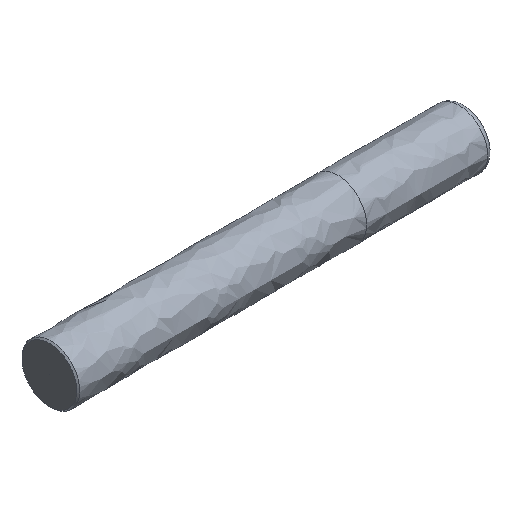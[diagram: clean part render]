
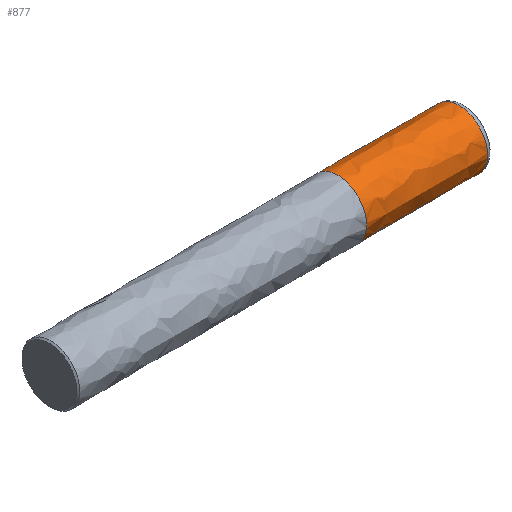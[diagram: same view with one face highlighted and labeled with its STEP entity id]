
A CAD part, isometric view. The second image highlights one B-rep face of the part: STEP entity #877.
In plain terms, the highlighted free-form (B-spline) face has degree [5, 3] with [6, 4] control points.
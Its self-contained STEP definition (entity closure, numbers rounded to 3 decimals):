
#100 = CARTESIAN_POINT ('', (-1., 5., 0.));
#101 = VERTEX_POINT ('', #100);
#112 = CARTESIAN_POINT ('', (-1., 5., 0.));
#113 = CARTESIAN_POINT ('', (-1., 5., -0.356));
#114 = CARTESIAN_POINT ('', (-1., 4.961, -0.72));
#115 = CARTESIAN_POINT ('', (-1., 4.885, -1.068));
#116 = CARTESIAN_POINT ('', (-1., 4.809, -1.416));
#117 = CARTESIAN_POINT ('', (-1., 4.692, -1.763));
#118 = CARTESIAN_POINT ('', (-1., 4.544, -2.086));
#119 = CARTESIAN_POINT ('', (-1., 4.395, -2.41));
#120 = CARTESIAN_POINT ('', (-1., 4.208, -2.724));
#121 = CARTESIAN_POINT ('', (-1., 3.993, -3.009));
#122 = CARTESIAN_POINT ('', (-1., 3.779, -3.293));
#123 = CARTESIAN_POINT ('', (-1., 3.529, -3.56));
#124 = CARTESIAN_POINT ('', (-1., 3.259, -3.792));
#125 = CARTESIAN_POINT ('', (-1., 2.989, -4.024));
#126 = CARTESIAN_POINT ('', (-1., 2.687, -4.232));
#127 = CARTESIAN_POINT ('', (-1., 2.374, -4.401));
#128 = CARTESIAN_POINT ('', (-1., 2.06, -4.57));
#129 = CARTESIAN_POINT ('', (-1., 1.721, -4.708));
#130 = CARTESIAN_POINT ('', (-1., 1.379, -4.806));
#131 = CARTESIAN_POINT ('', (-1., 1.037, -4.904));
#132 = CARTESIAN_POINT ('', (-1., 0.676, -4.967));
#133 = CARTESIAN_POINT ('', (-1., 0.321, -4.99));
#134 = CARTESIAN_POINT ('', (-1., -0.035, -5.013));
#135 = CARTESIAN_POINT ('', (-1., -0.401, -4.997));
#136 = CARTESIAN_POINT ('', (-1., -0.752, -4.943));
#137 = CARTESIAN_POINT ('', (-1., -1.104, -4.889));
#138 = CARTESIAN_POINT ('', (-1., -1.458, -4.796));
#139 = CARTESIAN_POINT ('', (-1., -1.791, -4.668));
#140 = CARTESIAN_POINT ('', (-1., -2.123, -4.541));
#141 = CARTESIAN_POINT ('', (-1., -2.449, -4.374));
#142 = CARTESIAN_POINT ('', (-1., -2.746, -4.178));
#143 = CARTESIAN_POINT ('', (-1., -3.044, -3.983));
#144 = CARTESIAN_POINT ('', (-1., -3.327, -3.75));
#145 = CARTESIAN_POINT ('', (-1., -3.575, -3.495));
#146 = CARTESIAN_POINT ('', (-1., -3.824, -3.241));
#147 = CARTESIAN_POINT ('', (-1., -4.051, -2.953));
#148 = CARTESIAN_POINT ('', (-1., -4.239, -2.651));
#149 = CARTESIAN_POINT ('', (-1., -4.428, -2.349));
#150 = CARTESIAN_POINT ('', (-1., -4.588, -2.019));
#151 = CARTESIAN_POINT ('', (-1., -4.708, -1.684));
#152 = CARTESIAN_POINT ('', (-1., -4.828, -1.349));
#153 = CARTESIAN_POINT ('', (-1., -4.913, -0.993));
#154 = CARTESIAN_POINT ('', (-1., -4.959, -0.64));
#155 = CARTESIAN_POINT ('', (-1., -5.004, -0.287));
#156 = CARTESIAN_POINT ('', (-1., -5.012, 0.079));
#157 = CARTESIAN_POINT ('', (-1., -4.981, 0.434));
#158 = CARTESIAN_POINT ('', (-1., -4.95, 0.789));
#159 = CARTESIAN_POINT ('', (-1., -4.879, 1.148));
#160 = CARTESIAN_POINT ('', (-1., -4.774, 1.488));
#161 = CARTESIAN_POINT ('', (-1., -4.668, 1.828));
#162 = CARTESIAN_POINT ('', (-1., -4.522, 2.164));
#163 = CARTESIAN_POINT ('', (-1., -4.346, 2.473));
#164 = CARTESIAN_POINT ('', (-1., -4.17, 2.782));
#165 = CARTESIAN_POINT ('', (-1., -3.955, 3.079));
#166 = CARTESIAN_POINT ('', (-1., -3.717, 3.344));
#167 = CARTESIAN_POINT ('', (-1., -3.479, 3.609));
#168 = CARTESIAN_POINT ('', (-1., -3.206, 3.853));
#169 = CARTESIAN_POINT ('', (-1., -2.917, 4.061));
#170 = CARTESIAN_POINT ('', (-1., -2.628, 4.268));
#171 = CARTESIAN_POINT ('', (-1., -2.309, 4.449));
#172 = CARTESIAN_POINT ('', (-1., -1.983, 4.59));
#173 = CARTESIAN_POINT ('', (-1., -1.656, 4.731));
#174 = CARTESIAN_POINT ('', (-1., -1.306, 4.84));
#175 = CARTESIAN_POINT ('', (-1., -0.957, 4.908));
#176 = CARTESIAN_POINT ('', (-1., -0.607, 4.976));
#177 = CARTESIAN_POINT ('', (-1., -0.242, 5.007));
#178 = CARTESIAN_POINT ('', (-1., 0.114, 4.999));
#179 = CARTESIAN_POINT ('', (-1., 0.469, 4.991));
#180 = CARTESIAN_POINT ('', (-1., 0.833, 4.943));
#181 = CARTESIAN_POINT ('', (-1., 1.179, 4.859));
#182 = CARTESIAN_POINT ('', (-1., 1.524, 4.775));
#183 = CARTESIAN_POINT ('', (-1., 1.869, 4.651));
#184 = CARTESIAN_POINT ('', (-1., 2.189, 4.495));
#185 = CARTESIAN_POINT ('', (-1., 2.509, 4.339));
#186 = CARTESIAN_POINT ('', (-1., 2.819, 4.145));
#187 = CARTESIAN_POINT ('', (-1., 3.099, 3.924));
#188 = CARTESIAN_POINT ('', (-1., 3.378, 3.703));
#189 = CARTESIAN_POINT ('', (-1., 3.639, 3.447));
#190 = CARTESIAN_POINT ('', (-1., 3.865, 3.172));
#191 = CARTESIAN_POINT ('', (-1., 4.091, 2.897));
#192 = CARTESIAN_POINT ('', (-1., 4.292, 2.59));
#193 = CARTESIAN_POINT ('', (-1., 4.453, 2.273));
#194 = CARTESIAN_POINT ('', (-1., 4.615, 1.956));
#195 = CARTESIAN_POINT ('', (-1., 4.746, 1.614));
#196 = CARTESIAN_POINT ('', (-1., 4.836, 1.269));
#197 = CARTESIAN_POINT ('', (-1., 4.881, 1.097));
#198 = CARTESIAN_POINT ('', (-1., 4.918, 0.919));
#199 = CARTESIAN_POINT ('', (-1., 4.945, 0.743));
#200 = CARTESIAN_POINT ('', (-1., 4.971, 0.567));
#201 = CARTESIAN_POINT ('', (-1., 4.988, 0.385));
#202 = CARTESIAN_POINT ('', (-1., 4.996, 0.207));
#203 = CARTESIAN_POINT ('', (-1., 4.999, 0.138));
#204 = CARTESIAN_POINT ('', (-1., 5., 0.069));
#205 = CARTESIAN_POINT ('', (-1., 5., 0.));
#206 = B_SPLINE_CURVE_WITH_KNOTS ('', 3, (#112, #113, #114, #115, #116, #117, #118, #119, #120, #121, #122, #123, #124, #125, #126, #127, #128, #129, #130, #131, #132, #133, #134, #135, #136, #137, #138, #139, #140, #141, #142, #143, #144, #145, #146, #147, #148, #149, #150, #151, #152, #153, #154, #155, #156, #157, #158, #159, #160, #161, #162, #163, #164, #165, #166, #167, #168, #169, #170, #171, #172, #173, #174, #175, #176, #177, #178, #179, #180, #181, #182, #183, #184, #185, #186, #187, #188, #189, #190, #191, #192, #193, #194, #195, #196, #197, #198, #199, #200, #201, #202, #203, #204, #205), .UNSPECIFIED., .T., .U., (4, 3, 3, 3, 3, 3, 3, 3, 3, 3, 3, 3, 3, 3, 3, 3, 3, 3, 3, 3, 3, 3, 3, 3, 3, 3, 3, 3, 3, 3, 3, 4), (0., 0.854, 1.709, 2.563, 3.417, 4.271, 5.126, 5.98, 6.834, 7.689, 8.543, 9.397, 10.252, 11.106, 11.96, 12.814, 13.669, 14.523, 15.377, 16.232, 17.086, 17.94, 18.795, 19.649, 20.503, 21.357, 22.212, 23.066, 23.92, 24.347, 24.775, 24.94), .UNSPECIFIED.);
#207 = EDGE_CURVE ('', #101, #101, #206, .T.);
#830 = ORIENTED_EDGE ('', *, *, #207, .T.);
#831 = CARTESIAN_POINT ('', (-22., 5., 0.));
#832 = VERTEX_POINT ('', #831);
#833 = CARTESIAN_POINT ('', (-22., 5., 0.));
#834 = CARTESIAN_POINT ('', (-15., 5., 0.));
#835 = CARTESIAN_POINT ('', (-8., 5., 0.));
#836 = CARTESIAN_POINT ('', (-1., 5., 0.));
#837 = B_SPLINE_CURVE_WITH_KNOTS ('', 3, (#833, #834, #835, #836), .UNSPECIFIED., .F., .U., (4, 4), (0., 0.955), .UNSPECIFIED.);
#838 = EDGE_CURVE ('', #832, #101, #837, .T.);
#839 = ORIENTED_EDGE ('', *, *, #838, .F.);
#840 = CARTESIAN_POINT ('', (-22., 5., 0.));
#841 = CARTESIAN_POINT ('', (-22., 5., -20.));
#842 = CARTESIAN_POINT ('', (-22., -15., -10.));
#843 = CARTESIAN_POINT ('', (-22., -15., 10.));
#844 = CARTESIAN_POINT ('', (-22., 5., 20.));
#845 = CARTESIAN_POINT ('', (-22., 5., 0.));
#846 = (
   BOUNDED_CURVE ()
   B_SPLINE_CURVE (5, (#840, #841, #842, #843, #844, #845), .UNSPECIFIED., .T., .U.)
   B_SPLINE_CURVE_WITH_KNOTS ((6, 6), (0., 1.), .UNSPECIFIED.)
   CURVE ()
   GEOMETRIC_REPRESENTATION_ITEM ()
   RATIONAL_B_SPLINE_CURVE ((5., 1., 1., 1., 1., 5.))
   REPRESENTATION_ITEM ('')
);
#847 = EDGE_CURVE ('', #832, #832, #846, .T.);
#848 = ORIENTED_EDGE ('', *, *, #847, .F.);
#849 = ORIENTED_EDGE ('', *, *, #838, .T.);
#850 = EDGE_LOOP ('', (#830, #839, #848, #849));
#851 = FACE_OUTER_BOUND ('', #850, .T.);
#852 = CARTESIAN_POINT ('', (-22., 5., 0.));
#853 = CARTESIAN_POINT ('', (-14.667, 5., 0.));
#854 = CARTESIAN_POINT ('', (-7.333, 5., 0.));
#855 = CARTESIAN_POINT ('', (0., 5., 0.));
#856 = CARTESIAN_POINT ('', (-22., 5., 20.));
#857 = CARTESIAN_POINT ('', (-14.667, 5., 20.));
#858 = CARTESIAN_POINT ('', (-7.333, 5., 20.));
#859 = CARTESIAN_POINT ('', (0., 5., 20.));
#860 = CARTESIAN_POINT ('', (-22., -15., 10.));
#861 = CARTESIAN_POINT ('', (-14.667, -15., 10.));
#862 = CARTESIAN_POINT ('', (-7.333, -15., 10.));
#863 = CARTESIAN_POINT ('', (0., -15., 10.));
#864 = CARTESIAN_POINT ('', (-22., -15., -10.));
#865 = CARTESIAN_POINT ('', (-14.667, -15., -10.));
#866 = CARTESIAN_POINT ('', (-7.333, -15., -10.));
#867 = CARTESIAN_POINT ('', (0., -15., -10.));
#868 = CARTESIAN_POINT ('', (-22., 5., -20.));
#869 = CARTESIAN_POINT ('', (-14.667, 5., -20.));
#870 = CARTESIAN_POINT ('', (-7.333, 5., -20.));
#871 = CARTESIAN_POINT ('', (0., 5., -20.));
#872 = CARTESIAN_POINT ('', (-22., 5., 0.));
#873 = CARTESIAN_POINT ('', (-14.667, 5., 0.));
#874 = CARTESIAN_POINT ('', (-7.333, 5., 0.));
#875 = CARTESIAN_POINT ('', (0., 5., 0.));
#876 = (
   BOUNDED_SURFACE ()
   B_SPLINE_SURFACE (5, 3, ((#852, #853, #854, #855), (#856, #857, #858, #859), (#860, #861, #862, #863), (#864, #865, #866, #867), (#868, #869, #870, #871), (#872, #873, #874, #875)), .UNSPECIFIED., .T., .F., .U.)
   B_SPLINE_SURFACE_WITH_KNOTS ((6, 6), (4, 4), (0., 1.), (0., 1.), .UNSPECIFIED.)
   SURFACE ()
   GEOMETRIC_REPRESENTATION_ITEM ()
   RATIONAL_B_SPLINE_SURFACE (((5., 5., 5., 5.), (1., 1., 1., 1.), (1., 1., 1., 1.), (1., 1., 1., 1.), (1., 1., 1., 1.), (5., 5., 5., 5.)))
   REPRESENTATION_ITEM ('')
);
#877 = ADVANCED_FACE ('', (#851), #876, .T.);
